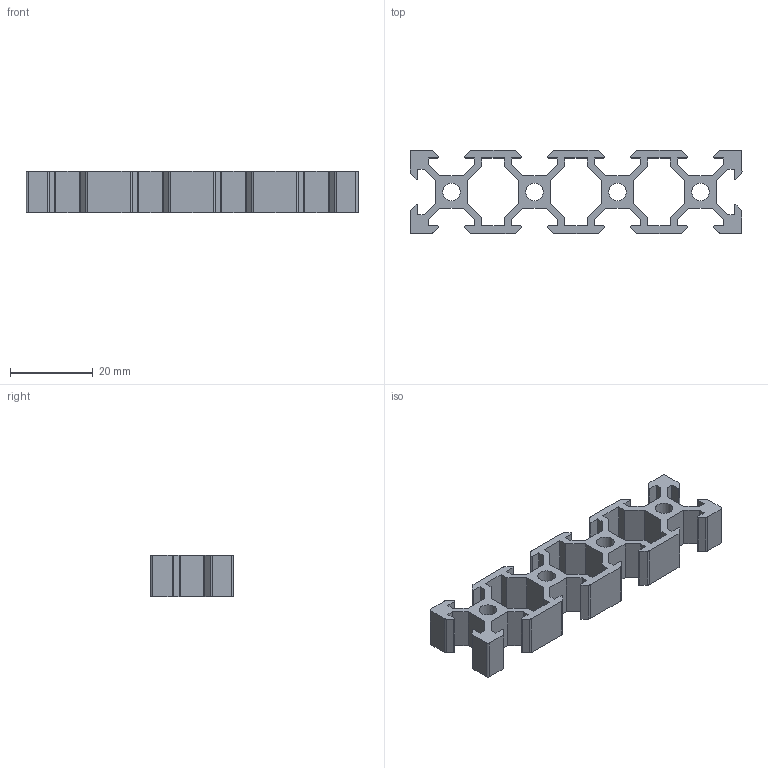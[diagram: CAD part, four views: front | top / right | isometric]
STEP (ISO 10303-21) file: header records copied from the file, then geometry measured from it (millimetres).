
FILE_DESCRIPTION(/* description */ (''),/* implementation_level */ '2;1');
FILE_NAME(/* name */ '2080_Simple_v4.step',/* time_stamp */ '2022-05-10T16:49:36+01:00',/* author */ (''),/* organization */ (''),/* preprocessor_version */ 'ST-DEVELOPER v18.1',/* originating_system */ 'Autodesk Translation Framework v10.14.0.1471',/* authorisation */ '');
FILE_SCHEMA (('AUTOMOTIVE_DESIGN { 1 0 10303 214 3 1 1 }'));
Length unit declared in the file: millimetre
Products named in the file (1): 2080_Simple
Bounding box: 80 x 20 x 10 mm (x, y, z)
Volume: 5576.1 mm3; surface area: 6792.7 mm2
Topology: 1 solids, 1 shells, 191 faces, 567 edges, 378 vertices
Faces by surface type: plane 143, cylinder 48
Full cylindrical faces by diameter (mm): 4.2 x4
Entity records: 6418 total; most frequent: CARTESIAN_POINT 1137, ORIENTED_EDGE 1134, DIRECTION 1047, EDGE_CURVE 567, LINE 471, VECTOR 471, VERTEX_POINT 378, AXIS2_PLACEMENT_3D 288
